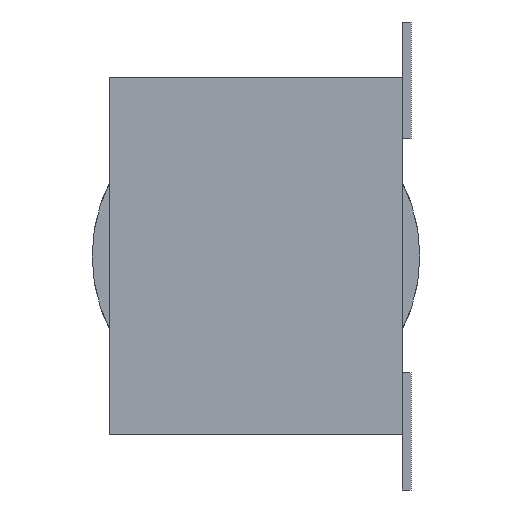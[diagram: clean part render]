
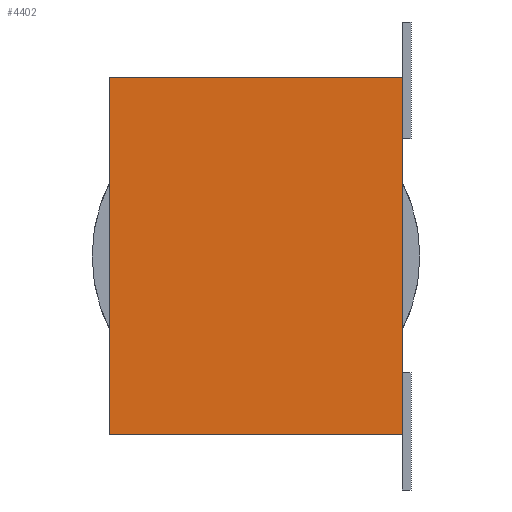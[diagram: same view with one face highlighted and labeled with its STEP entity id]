
A CAD part, left-side view. The second image highlights one B-rep face of the part: STEP entity #4402.
In plain terms, the highlighted planar face has unit normal (-1, 0, 0).
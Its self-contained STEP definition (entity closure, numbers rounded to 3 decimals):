
#11 = DIRECTION ( 'NONE',  ( 0., -1., 0. ) ) ;
#20 = CARTESIAN_POINT ( 'NONE',  ( 0., 0., -6.1 ) ) ;
#469 = VECTOR ( 'NONE', #11, 1000. ) ;
#602 = CARTESIAN_POINT ( 'NONE',  ( 0., 5., 0. ) ) ;
#677 = DIRECTION ( 'NONE',  ( 1., 0., 0. ) ) ;
#755 = VECTOR ( 'NONE', #4466, 1000. ) ;
#816 = VERTEX_POINT ( 'NONE', #4573 ) ;
#869 = LINE ( 'NONE', #3699, #755 ) ;
#1091 = VECTOR ( 'NONE', #2647, 1000. ) ;
#1257 = LINE ( 'NONE', #3770, #4579 ) ;
#1529 = EDGE_CURVE ( 'NONE', #2050, #816, #4076, .T. ) ;
#1616 = ORIENTED_EDGE ( 'NONE', *, *, #1941, .T. ) ;
#1671 = ORIENTED_EDGE ( 'NONE', *, *, #1529, .F. ) ;
#1941 = EDGE_CURVE ( 'NONE', #2139, #816, #1257, .T. ) ;
#2012 = DIRECTION ( 'NONE',  ( 0., 0., 1. ) ) ;
#2050 = VERTEX_POINT ( 'NONE', #2190 ) ;
#2057 = DIRECTION ( 'NONE',  ( 0., 0., -1. ) ) ;
#2083 = CARTESIAN_POINT ( 'NONE',  ( 0., 5., -6.1 ) ) ;
#2085 = PLANE ( 'NONE',  #3248 ) ;
#2139 = VERTEX_POINT ( 'NONE', #20 ) ;
#2190 = CARTESIAN_POINT ( 'NONE',  ( 0., 5., 0. ) ) ;
#2271 = CARTESIAN_POINT ( 'NONE',  ( 0., 5., 0. ) ) ;
#2363 = ORIENTED_EDGE ( 'NONE', *, *, #3702, .T. ) ;
#2647 = DIRECTION ( 'NONE',  ( 0., -1., 0. ) ) ;
#3116 = FACE_OUTER_BOUND ( 'NONE', #4678, .T. ) ;
#3248 = AXIS2_PLACEMENT_3D ( 'NONE', #602, #677, #2057 ) ;
#3441 = VERTEX_POINT ( 'NONE', #2083 ) ;
#3698 = LINE ( 'NONE', #4139, #1091 ) ;
#3699 = CARTESIAN_POINT ( 'NONE',  ( 0., 5., 0. ) ) ;
#3702 = EDGE_CURVE ( 'NONE', #3441, #2139, #3698, .T. ) ;
#3770 = CARTESIAN_POINT ( 'NONE',  ( 0., 0., 0. ) ) ;
#4076 = LINE ( 'NONE', #2271, #469 ) ;
#4139 = CARTESIAN_POINT ( 'NONE',  ( 0., 5., -6.1 ) ) ;
#4238 = ORIENTED_EDGE ( 'NONE', *, *, #4528, .F. ) ;
#4402 = ADVANCED_FACE ( 'NONE', ( #3116 ), #2085, .F. ) ;
#4466 = DIRECTION ( 'NONE',  ( 0., 0., 1. ) ) ;
#4528 = EDGE_CURVE ( 'NONE', #3441, #2050, #869, .T. ) ;
#4573 = CARTESIAN_POINT ( 'NONE',  ( 0., 0., 0. ) ) ;
#4579 = VECTOR ( 'NONE', #2012, 1000. ) ;
#4678 = EDGE_LOOP ( 'NONE', ( #1616, #1671, #4238, #2363 ) ) ;
